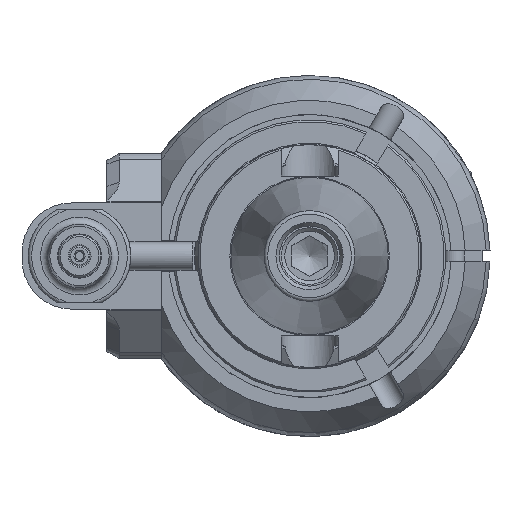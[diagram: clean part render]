
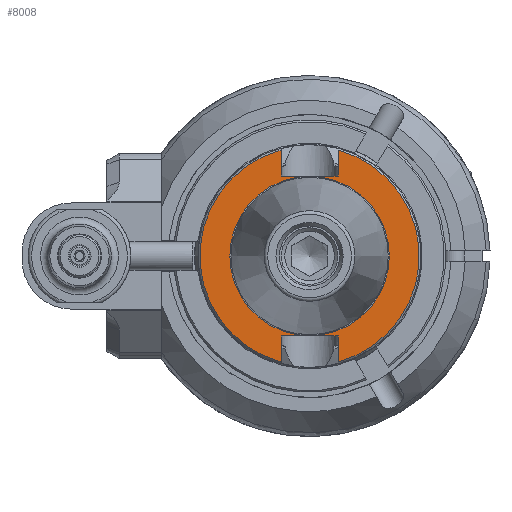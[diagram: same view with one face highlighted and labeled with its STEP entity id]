
A CAD part, left-side view. The second image highlights one B-rep face of the part: STEP entity #8008.
In plain terms, the highlighted planar face has unit normal (-1, 0, 0).
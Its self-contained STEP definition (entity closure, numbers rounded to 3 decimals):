
#530=LINE('',#42777,#1053);
#531=LINE('',#42779,#1054);
#532=LINE('',#42781,#1055);
#533=LINE('',#42785,#1056);
#534=LINE('',#42787,#1057);
#535=LINE('',#42788,#1058);
#1053=VECTOR('',#10192,7.337);
#1054=VECTOR('',#10193,16.1);
#1055=VECTOR('',#10194,7.337);
#1056=VECTOR('',#10197,7.337);
#1057=VECTOR('',#10198,16.1);
#1058=VECTOR('',#10199,7.337);
#1476=PLANE('',#8726);
#1804=FACE_BOUND('',#2720,.T.);
#2110=FACE_OUTER_BOUND('',#2719,.T.);
#2719=EDGE_LOOP('',(#6301,#6302,#6303,#6304,#6305,#6306,#6307,#6308));
#2720=EDGE_LOOP('',(#6309));
#3251=CIRCLE('',#8725,22.525);
#3252=CIRCLE('',#8727,31.);
#3253=CIRCLE('',#8728,31.);
#3792=VERTEX_POINT('',#42770);
#3793=VERTEX_POINT('',#42773);
#3794=VERTEX_POINT('',#42774);
#3795=VERTEX_POINT('',#42776);
#3796=VERTEX_POINT('',#42778);
#3797=VERTEX_POINT('',#42780);
#3798=VERTEX_POINT('',#42782);
#3799=VERTEX_POINT('',#42784);
#3800=VERTEX_POINT('',#42786);
#4715=EDGE_CURVE('',#3792,#3792,#3251,.T.);
#4716=EDGE_CURVE('',#3793,#3794,#3252,.T.);
#4717=EDGE_CURVE('',#3795,#3794,#530,.T.);
#4718=EDGE_CURVE('',#3795,#3796,#531,.T.);
#4719=EDGE_CURVE('',#3797,#3796,#532,.T.);
#4720=EDGE_CURVE('',#3797,#3798,#3253,.T.);
#4721=EDGE_CURVE('',#3799,#3798,#533,.T.);
#4722=EDGE_CURVE('',#3800,#3799,#534,.T.);
#4723=EDGE_CURVE('',#3793,#3800,#535,.T.);
#6301=ORIENTED_EDGE('',*,*,#4716,.T.);
#6302=ORIENTED_EDGE('',*,*,#4717,.F.);
#6303=ORIENTED_EDGE('',*,*,#4718,.T.);
#6304=ORIENTED_EDGE('',*,*,#4719,.F.);
#6305=ORIENTED_EDGE('',*,*,#4720,.T.);
#6306=ORIENTED_EDGE('',*,*,#4721,.F.);
#6307=ORIENTED_EDGE('',*,*,#4722,.F.);
#6308=ORIENTED_EDGE('',*,*,#4723,.F.);
#6309=ORIENTED_EDGE('',*,*,#4715,.T.);
#8008=ADVANCED_FACE('',(#2110,#1804),#1476,.F.);
#8725=AXIS2_PLACEMENT_3D('',#42771,#10186,#10187);
#8726=AXIS2_PLACEMENT_3D('',#42772,#10188,#10189);
#8727=AXIS2_PLACEMENT_3D('',#42775,#10190,#10191);
#8728=AXIS2_PLACEMENT_3D('',#42783,#10195,#10196);
#10186=DIRECTION('center_axis',(1.,0.,0.));
#10187=DIRECTION('ref_axis',(0.,1.,0.));
#10188=DIRECTION('center_axis',(1.,0.,0.));
#10189=DIRECTION('ref_axis',(0.,-1.,0.));
#10190=DIRECTION('center_axis',(-1.,0.,0.));
#10191=DIRECTION('ref_axis',(0.,-0.26,-0.966));
#10192=DIRECTION('',(0.,0.,1.));
#10193=DIRECTION('',(0.,1.,0.));
#10194=DIRECTION('',(0.,0.,-1.));
#10195=DIRECTION('center_axis',(-1.,0.,0.));
#10196=DIRECTION('ref_axis',(0.,0.26,0.966));
#10197=DIRECTION('',(0.,0.,-1.));
#10198=DIRECTION('',(0.,1.,0.));
#10199=DIRECTION('',(0.,0.,1.));
#42770=CARTESIAN_POINT('',(-84.,22.525,0.));
#42771=CARTESIAN_POINT('Origin',(-84.,0.,0.));
#42772=CARTESIAN_POINT('Origin',(-84.,-22.675,0.));
#42773=CARTESIAN_POINT('',(-84.,-8.05,-29.937));
#42774=CARTESIAN_POINT('',(-84.,-8.05,29.937));
#42775=CARTESIAN_POINT('Origin',(-84.,0.,0.));
#42776=CARTESIAN_POINT('',(-84.,-8.05,22.6));
#42777=CARTESIAN_POINT('',(-84.,-8.05,22.6));
#42778=CARTESIAN_POINT('',(-84.,8.05,22.6));
#42779=CARTESIAN_POINT('',(-84.,-8.05,22.6));
#42780=CARTESIAN_POINT('',(-84.,8.05,29.937));
#42781=CARTESIAN_POINT('',(-84.,8.05,29.937));
#42782=CARTESIAN_POINT('',(-84.,8.05,-29.937));
#42783=CARTESIAN_POINT('Origin',(-84.,0.,0.));
#42784=CARTESIAN_POINT('',(-84.,8.05,-22.6));
#42785=CARTESIAN_POINT('',(-84.,8.05,-22.6));
#42786=CARTESIAN_POINT('',(-84.,-8.05,-22.6));
#42787=CARTESIAN_POINT('',(-84.,-8.05,-22.6));
#42788=CARTESIAN_POINT('',(-84.,-8.05,-29.937));
